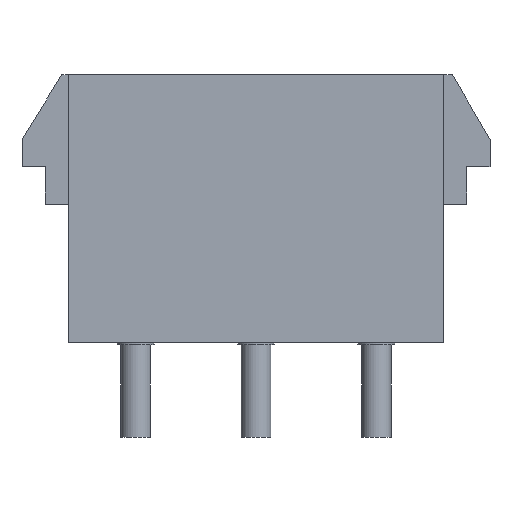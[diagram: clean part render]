
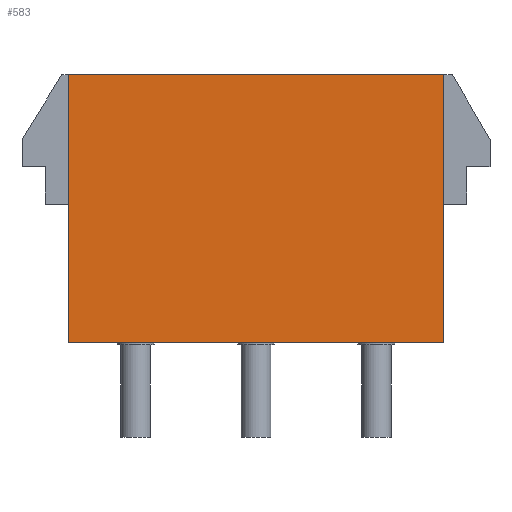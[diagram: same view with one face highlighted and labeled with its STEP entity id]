
A CAD part, front view. The second image highlights one B-rep face of the part: STEP entity #583.
In plain terms, the highlighted planar face has unit normal (0, -1, 0).
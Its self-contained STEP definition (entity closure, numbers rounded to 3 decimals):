
#123 = VERTEX_POINT ( 'NONE', #1388 ) ;
#200 = VERTEX_POINT ( 'NONE', #1702 ) ;
#203 = EDGE_CURVE ( 'NONE', #123, #200, #1701, .T. ) ;
#274 = EDGE_CURVE ( 'NONE', #275, #344, #1560, .T. ) ;
#275 = VERTEX_POINT ( 'NONE', #1556 ) ;
#339 = EDGE_CURVE ( 'NONE', #344, #123, #1833, .T. ) ;
#344 = VERTEX_POINT ( 'NONE', #1816 ) ;
#583 = ADVANCED_FACE ( 'NONE', ( #2391 ), #2395, .T. ) ;
#584 = EDGE_LOOP ( 'NONE', ( #585, #586, #587, #588 ) ) ;
#585 = ORIENTED_EDGE ( 'NONE', *, *, #339, .T. ) ;
#586 = ORIENTED_EDGE ( 'NONE', *, *, #203, .T. ) ;
#587 = ORIENTED_EDGE ( 'NONE', *, *, #644, .F. ) ;
#588 = ORIENTED_EDGE ( 'NONE', *, *, #274, .T. ) ;
#644 = EDGE_CURVE ( 'NONE', #275, #200, #2369, .T. ) ;
#1388 = CARTESIAN_POINT ( 'NONE',  ( 29.15, 0., -14.5 ) ) ;
#1556 = CARTESIAN_POINT ( 'NONE',  ( 8.85, 0., 0. ) ) ;
#1557 = DIRECTION ( 'NONE',  ( 0., 0., -1. ) ) ;
#1558 = VECTOR ( 'NONE', #1557, 1000. ) ;
#1559 = CARTESIAN_POINT ( 'NONE',  ( 8.85, 0., -9.5 ) ) ;
#1560 = LINE ( 'NONE', #1559, #1558 ) ;
#1698 = DIRECTION ( 'NONE',  ( 0., 0., 1. ) ) ;
#1699 = VECTOR ( 'NONE', #1698, 1000. ) ;
#1700 = CARTESIAN_POINT ( 'NONE',  ( 29.15, 0., -9.5 ) ) ;
#1701 = LINE ( 'NONE', #1700, #1699 ) ;
#1702 = CARTESIAN_POINT ( 'NONE',  ( 29.15, 0., 0. ) ) ;
#1816 = CARTESIAN_POINT ( 'NONE',  ( 8.85, 0., -14.5 ) ) ;
#1830 = DIRECTION ( 'NONE',  ( 1., 0., 0. ) ) ;
#1831 = VECTOR ( 'NONE', #1830, 1000. ) ;
#1832 = CARTESIAN_POINT ( 'NONE',  ( 10., 0., -14.5 ) ) ;
#1833 = LINE ( 'NONE', #1832, #1831 ) ;
#2363 = DIRECTION ( 'NONE',  ( 1., 0., 0. ) ) ;
#2364 = VECTOR ( 'NONE', #2363, 1000. ) ;
#2365 = CARTESIAN_POINT ( 'NONE',  ( 0., 0., 0. ) ) ;
#2369 = LINE ( 'NONE', #2365, #2364 ) ;
#2386 = DIRECTION ( 'NONE',  ( 0., 0., -1. ) ) ;
#2387 = DIRECTION ( 'NONE',  ( 0., -1., 0. ) ) ;
#2388 = CARTESIAN_POINT ( 'NONE',  ( 0., 0., -17.5 ) ) ;
#2390 = AXIS2_PLACEMENT_3D ( 'NONE', #2388, #2387, #2386 ) ;
#2391 = FACE_OUTER_BOUND ( 'NONE', #584, .T. ) ;
#2395 = PLANE ( 'NONE',  #2390 ) ;
